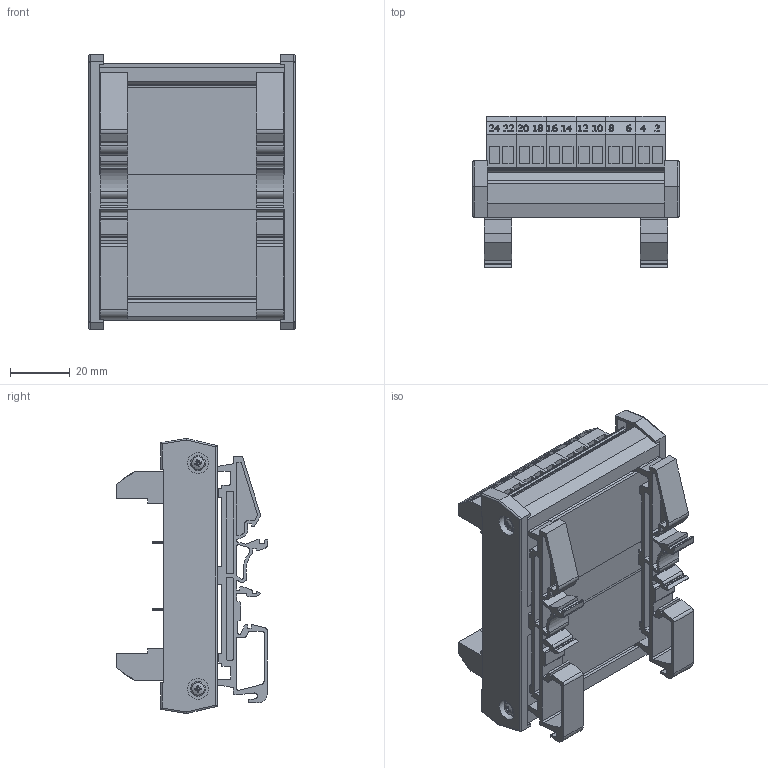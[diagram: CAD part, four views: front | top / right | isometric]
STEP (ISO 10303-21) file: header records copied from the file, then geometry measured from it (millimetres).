
FILE_DESCRIPTION((''),'2;1');
FILE_NAME('5701.2.stp','2014-01-13T15:12:30',('roland'),(''),'Autodesk Inventor 2013','Autodesk Inventor 2013','');
FILE_SCHEMA(('CONFIG_CONTROL_DESIGN'));
Length unit declared in the file: millimetre
Products named in the file (10): 5701; 5701.2 PLATE; 5701.2 BASE; BASE SIDE; BASE LEGS; 2 hole green; 12 lable1N; 12 lable2N; Solder Post; BS EN ISO 7045 Z - Metric M2.5 x 10 - 4.8 - Z
Assembly tree (48 placements, depth 2):
  5701
    5701.2 PLATE
    5701.2 BASE
    BASE SIDE  x2
    BASE LEGS  x2
    2 hole green  x12
    12 lable1N
    12 lable2N
    Solder Post  x24
    BS EN ISO 7045 Z - Metric M2.5 x 10 - 4.8 - Z  x4
Bounding box: 69 x 50.69 x 91.98 mm (x, y, z)
Volume: 52726.3 mm3; surface area: 71801.2 mm2
Topology: 48 solids, 48 shells, 3845 faces, 9395 edges, 5774 vertices
Faces by surface type: plane 1530, cylinder 1209, torus 428, bspline 418, sphere 196, cone 64
Full cylindrical faces by diameter (mm): 0.9 x24, 1 x96, 1.3 x24, 2.256 x4, 2.5 x4, 3.2 x4, 3.75 x24, 7 x4, 9 x4
Entity records: 45075 total; most frequent: CARTESIAN_POINT 12130, ORIENTED_EDGE 7132, DIRECTION 5590, EDGE_CURVE 3566, VERTEX_POINT 2428, VECTOR 2276, LINE 2276, EDGE_LOOP 1728
